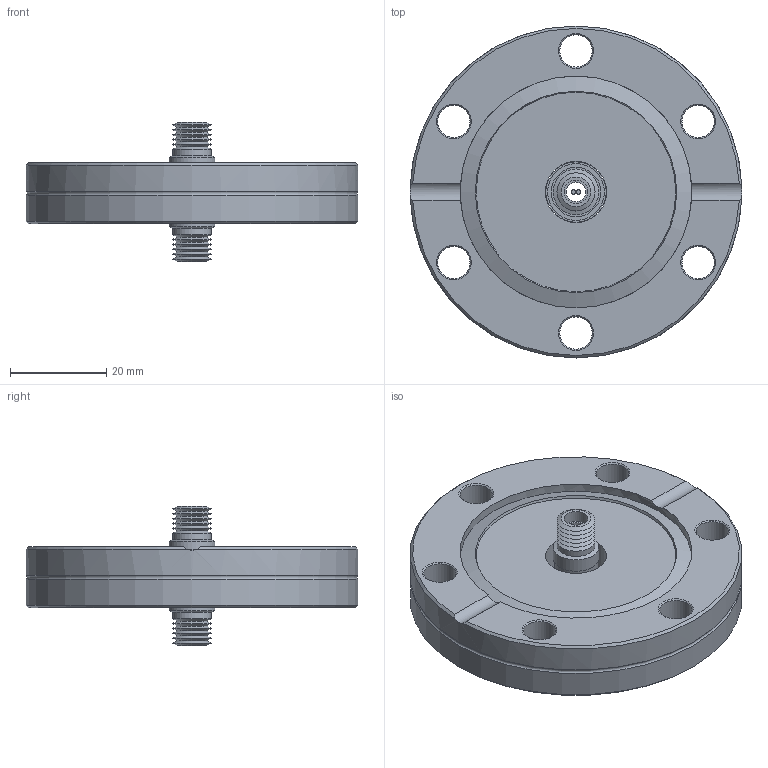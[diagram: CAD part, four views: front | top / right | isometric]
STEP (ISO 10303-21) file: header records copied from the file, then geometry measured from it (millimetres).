
FILE_DESCRIPTION( ( 'Unknown' ), '1' );
FILE_NAME( 'IFDCG012013.stp', 'Unknown', ( 'Unknown' ), ( 'Unknown' ), 'PSStep 13.0', 'Unknown', ' ' );
FILE_SCHEMA( ( 'AUTOMOTIVE_DESIGN { 1 0 10303 214 1 1 1 1 }' ) );
Length unit declared in the file: millimetre
Products named in the file (6): F0275X0501P
Bounding box: 69.09 x 69.09 x 28.96 mm (x, y, z)
Volume: 42460.3 mm3; surface area: 13710 mm2
Topology: 6 solids, 6 shells, 95 faces, 183 edges, 109 vertices
Faces by surface type: cone 42, cylinder 29, plane 23, torus 1
Full cylindrical faces by diameter (mm): 0.914 x4, 4.128 x1, 4.908 x2, 6.731 x6, 7.938 x2, 9.043 x1, 9.55 x2, 10.287 x2, 11.811 x2, 12.573 x1, 12.725 x1, 48.26 x1, 69.088 x2
Entity records: 2902 total; most frequent: DIRECTION 398, CARTESIAN_POINT 373, ORIENTED_EDGE 216, AXIS2_PLACEMENT_3D 197, EDGE_LOOP 188, FACE_OUTER_BOUND 123, EDGE_CURVE 108, VERTEX_POINT 102
